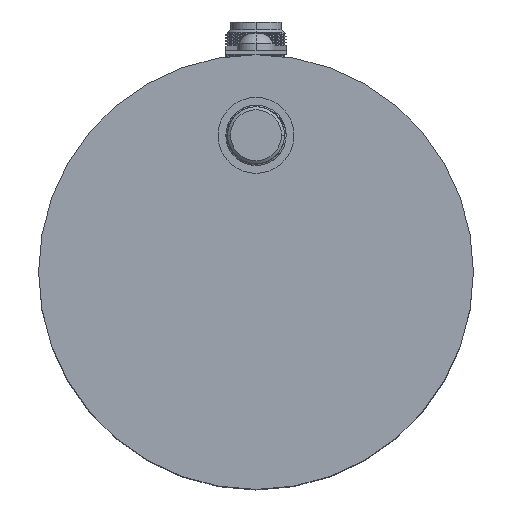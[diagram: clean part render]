
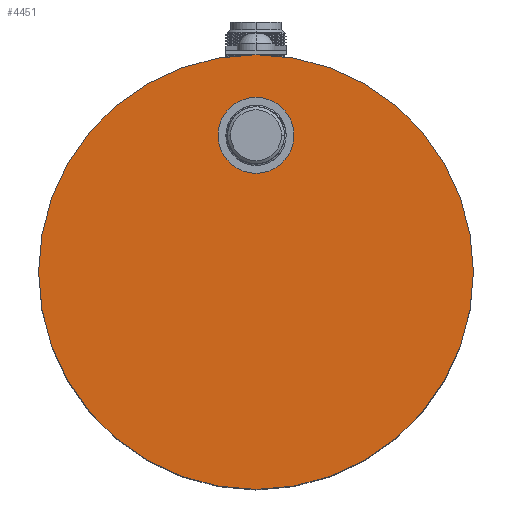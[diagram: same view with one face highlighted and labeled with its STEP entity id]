
A CAD part, top view. The second image highlights one B-rep face of the part: STEP entity #4451.
In plain terms, the highlighted planar face has unit normal (0, 0, 1).
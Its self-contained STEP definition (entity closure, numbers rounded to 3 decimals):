
#4451 = ADVANCED_FACE ( 'NONE', ( #17910 ), #13232, .T. ) ;
#4969 = CARTESIAN_POINT ( 'NONE',  ( -22.9, 0., 0. ) ) ;
#6230 = AXIS2_PLACEMENT_3D ( 'NONE', #7376, #13794, #11456 ) ;
#6528 = DIRECTION ( 'NONE',  ( 1., 0., 0. ) ) ;
#7376 = CARTESIAN_POINT ( 'NONE',  ( 0., 0., 0. ) ) ;
#8187 = EDGE_CURVE ( 'NONE', #16710, #9502, #19046, .T. ) ;
#8945 = CARTESIAN_POINT ( 'NONE',  ( 22.9, 0., 0. ) ) ;
#9502 = VERTEX_POINT ( 'NONE', #4969 ) ;
#10897 = DIRECTION ( 'NONE',  ( 0., 0., 1. ) ) ;
#11075 = AXIS2_PLACEMENT_3D ( 'NONE', #20385, #10897, #6528 ) ;
#11456 = DIRECTION ( 'NONE',  ( 1., 0., 0. ) ) ;
#13232 = PLANE ( 'NONE',  #11075 ) ;
#13794 = DIRECTION ( 'NONE',  ( 0., 0., 1. ) ) ;
#16710 = VERTEX_POINT ( 'NONE', #8945 ) ;
#17910 = FACE_OUTER_BOUND ( 'NONE', #19852, .T. ) ;
#19046 = CIRCLE ( 'NONE', #27874, 22.9 ) ;
#19852 = EDGE_LOOP ( 'NONE', ( #28323, #20193 ) ) ;
#19931 = CARTESIAN_POINT ( 'NONE',  ( 0., 0., 0. ) ) ;
#20193 = ORIENTED_EDGE ( 'NONE', *, *, #26962, .T. ) ;
#20385 = CARTESIAN_POINT ( 'NONE',  ( 0., 0., 0. ) ) ;
#22262 = DIRECTION ( 'NONE',  ( 0., 0., 1. ) ) ;
#25334 = CIRCLE ( 'NONE', #6230, 22.9 ) ;
#26618 = DIRECTION ( 'NONE',  ( 1., 0., 0. ) ) ;
#26962 = EDGE_CURVE ( 'NONE', #9502, #16710, #25334, .T. ) ;
#27874 = AXIS2_PLACEMENT_3D ( 'NONE', #19931, #22262, #26618 ) ;
#28323 = ORIENTED_EDGE ( 'NONE', *, *, #8187, .T. ) ;
